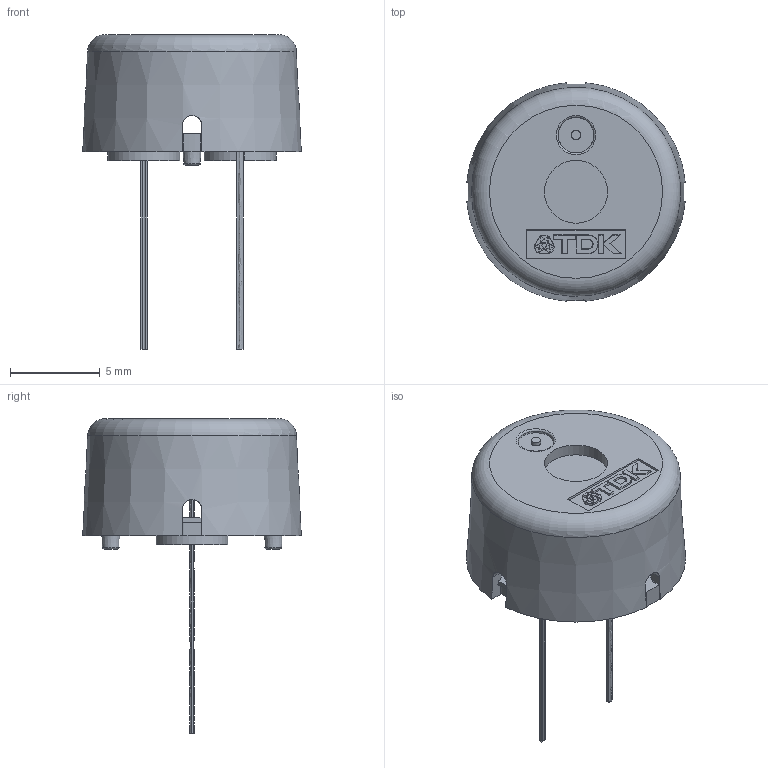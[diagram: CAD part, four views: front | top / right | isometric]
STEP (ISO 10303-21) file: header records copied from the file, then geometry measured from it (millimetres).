
FILE_DESCRIPTION(/* description */ (''),/* implementation_level */ '2;1');
FILE_NAME(/* name */ '292ed842-a60d-45f8-96dd-8fab5c606e71.stp',/* time_stamp */ '2016-06-19T19:17:47+00:00',/* author */ (''),/* organization */ (''),/* preprocessor_version */ 'ST-DEVELOPER v16.5',/* originating_system */ 'Autodesk Translation Framework v5.0.0.3310',/* authorisation */ '');
FILE_SCHEMA (('AUTOMOTIVE_DESIGN { 1 0 10303 214 3 1 1 }'));
Length unit declared in the file: centimetre
Products named in the file (5): Piezo Buzzer PS1240 v5; housing; bottom; diaphram; lead
Assembly tree (5 placements, depth 2):
  Piezo Buzzer PS1240 v5
    housing
    bottom
    diaphram
    lead  x2
Bounding box: 12.15 x 12.15 x 17.5 mm (x, y, z)
Volume: 300.3 mm3; surface area: 1079.5 mm2
Topology: 5 solids, 5 shells, 200 faces, 522 edges, 347 vertices
Faces by surface type: plane 134, cone 38, cylinder 17, bspline 6, torus 5
Full cylindrical faces by diameter (mm): 3.5 x1, 10 x1
Entity records: 6351 total; most frequent: CARTESIAN_POINT 1493, DIRECTION 976, ORIENTED_EDGE 972, EDGE_CURVE 486, LINE 346, VECTOR 346, VERTEX_POINT 331, AXIS2_PLACEMENT_3D 315
